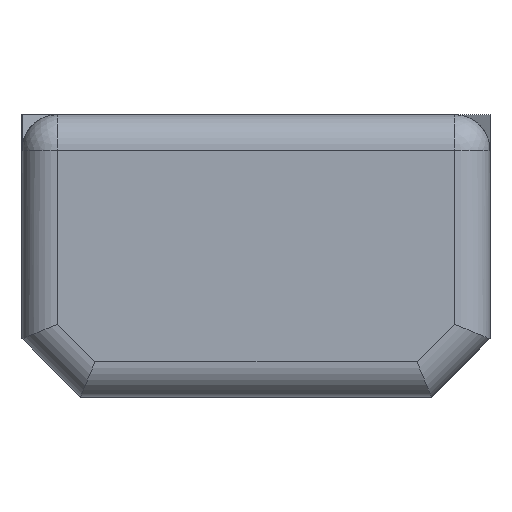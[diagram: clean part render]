
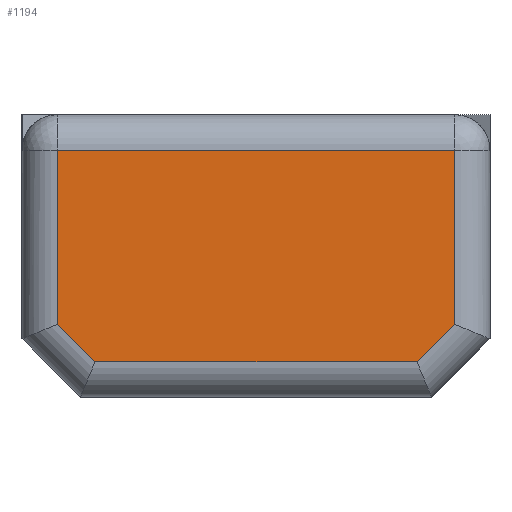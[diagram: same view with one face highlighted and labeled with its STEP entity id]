
A CAD part, front view. The second image highlights one B-rep face of the part: STEP entity #1194.
In plain terms, the highlighted planar face has unit normal (0, -1, 0).
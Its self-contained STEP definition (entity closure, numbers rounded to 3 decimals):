
#45=PLANE('',#1291);
#95=FACE_OUTER_BOUND('',#171,.T.);
#171=EDGE_LOOP('',(#903,#904,#905,#906,#907,#908));
#290=LINE('',#1814,#418);
#292=LINE('',#1828,#420);
#293=LINE('',#1837,#421);
#294=LINE('',#1839,#422);
#304=LINE('',#1864,#432);
#306=LINE('',#1868,#434);
#418=VECTOR('',#1433,10.);
#420=VECTOR('',#1449,10.);
#421=VECTOR('',#1462,10.);
#422=VECTOR('',#1465,10.);
#432=VECTOR('',#1491,10.);
#434=VECTOR('',#1497,10.);
#543=VERTEX_POINT('',#1812);
#544=VERTEX_POINT('',#1813);
#545=VERTEX_POINT('',#1818);
#549=VERTEX_POINT('',#1827);
#551=VERTEX_POINT('',#1833);
#558=VERTEX_POINT('',#1863);
#655=EDGE_CURVE('',#543,#544,#290,.T.);
#662=EDGE_CURVE('',#545,#549,#292,.T.);
#667=EDGE_CURVE('',#544,#551,#293,.T.);
#668=EDGE_CURVE('',#551,#545,#294,.T.);
#681=EDGE_CURVE('',#549,#558,#304,.T.);
#684=EDGE_CURVE('',#558,#543,#306,.T.);
#903=ORIENTED_EDGE('',*,*,#662,.F.);
#904=ORIENTED_EDGE('',*,*,#668,.F.);
#905=ORIENTED_EDGE('',*,*,#667,.F.);
#906=ORIENTED_EDGE('',*,*,#655,.F.);
#907=ORIENTED_EDGE('',*,*,#684,.F.);
#908=ORIENTED_EDGE('',*,*,#681,.F.);
#1194=ADVANCED_FACE('',(#95),#45,.F.);
#1291=AXIS2_PLACEMENT_3D('',#1883,#1513,#1514);
#1433=DIRECTION('',(-0.707,0.,0.707));
#1449=DIRECTION('',(0.,0.,-1.));
#1462=DIRECTION('',(0.,0.,1.));
#1465=DIRECTION('',(1.,0.,0.));
#1491=DIRECTION('',(-0.707,0.,-0.707));
#1497=DIRECTION('',(-1.,0.,0.));
#1513=DIRECTION('center_axis',(0.,1.,0.));
#1514=DIRECTION('ref_axis',(1.,0.,0.));
#1812=CARTESIAN_POINT('',(-1.824,0.,3.4));
#1813=CARTESIAN_POINT('',(-2.25,0.,3.826));
#1814=CARTESIAN_POINT('',(-1.609,0.,3.186));
#1818=CARTESIAN_POINT('',(2.25,0.,5.8));
#1827=CARTESIAN_POINT('',(2.25,0.,3.826));
#1828=CARTESIAN_POINT('',(2.25,0.,5.4));
#1833=CARTESIAN_POINT('',(-2.25,0.,5.8));
#1837=CARTESIAN_POINT('',(-2.25,0.,4.13));
#1839=CARTESIAN_POINT('',(-1.325,0.,5.8));
#1863=CARTESIAN_POINT('',(1.824,0.,3.4));
#1864=CARTESIAN_POINT('',(1.939,0.,3.516));
#1868=CARTESIAN_POINT('',(0.995,0.,3.4));
#1883=CARTESIAN_POINT('Origin',(0.,0.,4.6));
